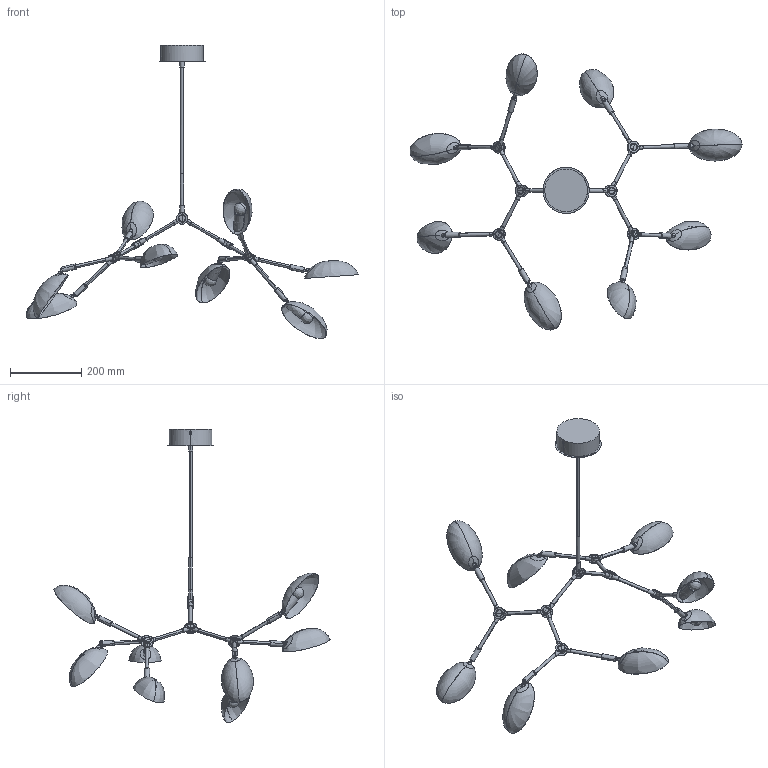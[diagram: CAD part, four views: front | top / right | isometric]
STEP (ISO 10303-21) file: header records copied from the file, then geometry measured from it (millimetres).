
FILE_DESCRIPTION(/* description */ (''),/* implementation_level */ '2;1');
FILE_NAME(/* name */ 'Drop Chandelier Mini_New Ceiling Cup 2025',/* time_stamp */ '2025-02-20T12:14:09+01:00',/* author */ (''),/* organization */ (''),/* preprocessor_version */ 'ST-DEVELOPER v16.5',/* originating_system */ 'Rhino 7.38',/* authorisation */ '');
FILE_SCHEMA (('CONFIG_CONTROL_DESIGN'));
Length unit declared in the file: millimetre
Products named in the file (1): Document
Bounding box: 933.89 x 776.37 x 824.9 mm (x, y, z)
Volume: 1364870 mm3; surface area: 549900.9 mm2
Topology: 103 solids, 103 shells, 668 faces, 1328 edges, 740 vertices
Faces by surface type: bspline 668
Entity records: 43488 total; most frequent: CARTESIAN_POINT 28066, B_SPLINE_CURVE_WITH_KNOTS 2504, ORIENTED_EDGE 2416, PCURVE 2416, DEFINITIONAL_REPRESENTATION 2416, SURFACE_CURVE 1208, EDGE_CURVE 1208, VERTEX_POINT 740
